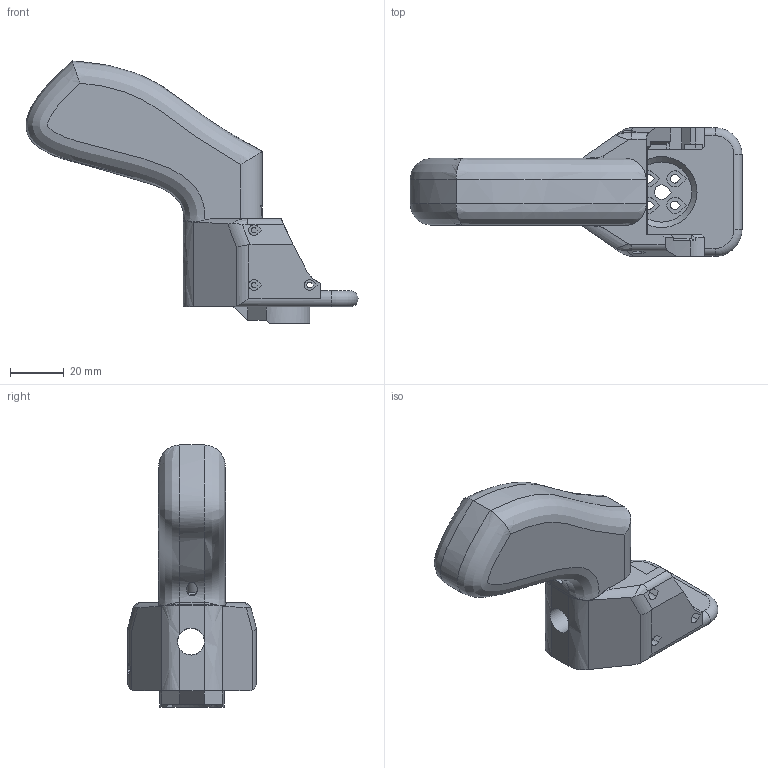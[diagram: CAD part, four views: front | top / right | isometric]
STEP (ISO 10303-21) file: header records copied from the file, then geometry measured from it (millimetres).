
FILE_DESCRIPTION(/* description */ ('','CAx-IF Rec.Pracs.---Representation and Presentation of Product Manufacturing Information (PMI)---4.0---2014-10-13'),/* implementation_level */ '2;1');
FILE_NAME(/* name */ 'Wrist_Roll_05m_Leader_02ba v1.step',/* time_stamp */ '2025-01-27T14:25:34+01:00',/* author */ (''),/* organization */ (''),/* preprocessor_version */ 'ST-DEVELOPER v20',/* originating_system */ 'Autodesk Translation Framework v13.20.0.188',/* authorisation */ '');
FILE_SCHEMA (('AP242_MANAGED_MODEL_BASED_3D_ENGINEERING_MIM_LF { 1 0 10303 442 1 1 4 }'));
Length unit declared in the file: millimetre
Products named in the file (1): Wrist_Roll_05m_Leader_02ba
Bounding box: 123.88 x 48 x 97.77 mm (x, y, z)
Volume: 109366.4 mm3; surface area: 25127 mm2
Topology: 2 solids, 2 shells, 205 faces, 554 edges, 363 vertices
Faces by surface type: plane 128, cylinder 46, bspline 23, cone 4, torus 4
Full cylindrical faces by diameter (mm): 1.2 x1, 2.2 x1, 4 x1, 10 x1
Entity records: 10276 total; most frequent: CARTESIAN_POINT 5166, ORIENTED_EDGE 1108, DIRECTION 957, EDGE_CURVE 554, VERTEX_POINT 363, LINE 353, VECTOR 353, AXIS2_PLACEMENT_3D 302
